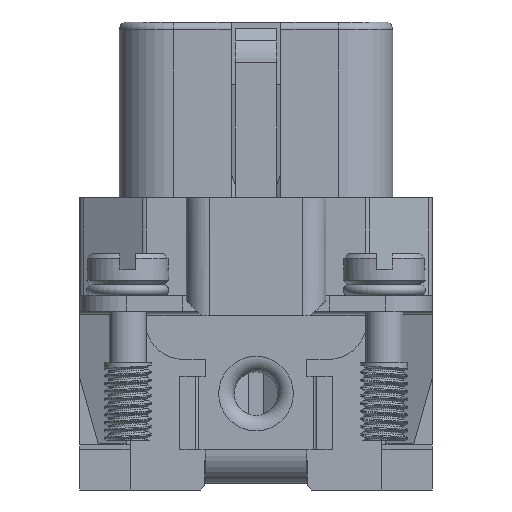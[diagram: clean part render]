
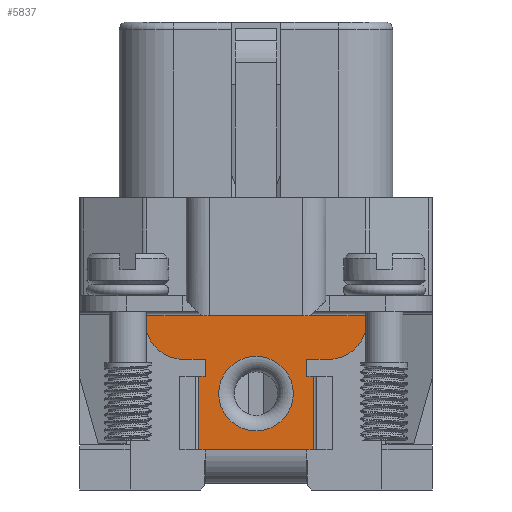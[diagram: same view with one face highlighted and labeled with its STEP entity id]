
A CAD part, left-side view. The second image highlights one B-rep face of the part: STEP entity #5837.
In plain terms, the highlighted planar face has unit normal (-1, 0, 0).
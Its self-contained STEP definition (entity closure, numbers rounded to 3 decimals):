
#5837=ADVANCED_FACE('',(#9233,#9234,#9235),#8150,.T.);
#8150=PLANE('',#48574);
#9233=FACE_BOUND('',#10236,.T.);
#9234=FACE_BOUND('',#10237,.T.);
#9235=FACE_BOUND('',#10238,.T.);
#10236=EDGE_LOOP('',(#17887,#17888,#17889,#17890,#17891,#17892,#17893,#17894,
#17895,#17896,#17897,#17898,#17899,#17900,#17901,#17902,#17903,#17904,#17905,
#17906,#17907,#17908,#17909,#17910));
#10237=EDGE_LOOP('',(#17911,#17912));
#10238=EDGE_LOOP('',(#17913));
#12489=CIRCLE('',#48571,2.5);
#12490=CIRCLE('',#48572,2.5);
#12491=CIRCLE('',#48573,2.4);
#17887=ORIENTED_EDGE('',*,*,#34987,.T.);
#17888=ORIENTED_EDGE('',*,*,#35094,.T.);
#17889=ORIENTED_EDGE('',*,*,#35002,.F.);
#17890=ORIENTED_EDGE('',*,*,#35095,.T.);
#17891=ORIENTED_EDGE('',*,*,#35096,.F.);
#17892=ORIENTED_EDGE('',*,*,#35097,.F.);
#17893=ORIENTED_EDGE('',*,*,#35098,.F.);
#17894=ORIENTED_EDGE('',*,*,#35099,.T.);
#17895=ORIENTED_EDGE('',*,*,#35100,.F.);
#17896=ORIENTED_EDGE('',*,*,#35101,.F.);
#17897=ORIENTED_EDGE('',*,*,#35102,.F.);
#17898=ORIENTED_EDGE('',*,*,#35103,.F.);
#17899=ORIENTED_EDGE('',*,*,#35104,.T.);
#17900=ORIENTED_EDGE('',*,*,#35105,.T.);
#17901=ORIENTED_EDGE('',*,*,#35066,.F.);
#17902=ORIENTED_EDGE('',*,*,#35106,.T.);
#17903=ORIENTED_EDGE('',*,*,#35073,.T.);
#17904=ORIENTED_EDGE('',*,*,#35080,.T.);
#17905=ORIENTED_EDGE('',*,*,#35082,.T.);
#17906=ORIENTED_EDGE('',*,*,#35107,.T.);
#17907=ORIENTED_EDGE('',*,*,#35083,.T.);
#17908=ORIENTED_EDGE('',*,*,#35108,.T.);
#17909=ORIENTED_EDGE('',*,*,#35046,.T.);
#17910=ORIENTED_EDGE('',*,*,#35029,.F.);
#17911=ORIENTED_EDGE('',*,*,#35109,.T.);
#17912=ORIENTED_EDGE('',*,*,#35109,.F.);
#17913=ORIENTED_EDGE('',*,*,#35110,.T.);
#29610=VERTEX_POINT('',#68029);
#29611=VERTEX_POINT('',#68031);
#29624=VERTEX_POINT('',#68059);
#29625=VERTEX_POINT('',#68061);
#29647=VERTEX_POINT('',#68114);
#29660=VERTEX_POINT('',#68143);
#29669=VERTEX_POINT('',#68173);
#29674=VERTEX_POINT('',#68185);
#29679=VERTEX_POINT('',#68200);
#29680=VERTEX_POINT('',#68201);
#29683=VERTEX_POINT('',#68211);
#29684=VERTEX_POINT('',#68215);
#29685=VERTEX_POINT('',#68219);
#29686=VERTEX_POINT('',#68220);
#29690=VERTEX_POINT('',#68242);
#29691=VERTEX_POINT('',#68244);
#29692=VERTEX_POINT('',#68246);
#29693=VERTEX_POINT('',#68248);
#29694=VERTEX_POINT('',#68250);
#29695=VERTEX_POINT('',#68252);
#29696=VERTEX_POINT('',#68254);
#29697=VERTEX_POINT('',#68256);
#29698=VERTEX_POINT('',#68258);
#29699=VERTEX_POINT('',#68260);
#29700=VERTEX_POINT('',#68266);
#29701=VERTEX_POINT('',#68267);
#29702=VERTEX_POINT('',#68269);
#34987=EDGE_CURVE('',#29611,#29610,#41712,.T.);
#35002=EDGE_CURVE('',#29624,#29625,#41721,.T.);
#35029=EDGE_CURVE('',#29611,#29647,#41741,.T.);
#35046=EDGE_CURVE('',#29660,#29647,#41754,.T.);
#35066=EDGE_CURVE('',#29674,#29669,#41770,.T.);
#35073=EDGE_CURVE('',#29679,#29680,#41776,.T.);
#35080=EDGE_CURVE('',#29680,#29683,#41781,.T.);
#35082=EDGE_CURVE('',#29683,#29684,#41783,.T.);
#35083=EDGE_CURVE('',#29685,#29686,#41784,.T.);
#35094=EDGE_CURVE('',#29610,#29625,#41792,.T.);
#35095=EDGE_CURVE('',#29624,#29690,#41793,.T.);
#35096=EDGE_CURVE('',#29691,#29690,#41794,.T.);
#35097=EDGE_CURVE('',#29692,#29691,#41795,.T.);
#35098=EDGE_CURVE('',#29693,#29692,#41796,.T.);
#35099=EDGE_CURVE('',#29693,#29694,#12489,.T.);
#35100=EDGE_CURVE('',#29695,#29694,#41797,.T.);
#35101=EDGE_CURVE('',#29696,#29695,#41798,.T.);
#35102=EDGE_CURVE('',#29697,#29696,#41799,.T.);
#35103=EDGE_CURVE('',#29698,#29697,#41800,.T.);
#35104=EDGE_CURVE('',#29698,#29699,#41801,.T.);
#35105=EDGE_CURVE('',#29699,#29669,#41802,.T.);
#35106=EDGE_CURVE('',#29674,#29679,#41803,.T.);
#35107=EDGE_CURVE('',#29684,#29685,#12490,.T.);
#35108=EDGE_CURVE('',#29686,#29660,#41804,.T.);
#35109=EDGE_CURVE('',#29700,#29701,#41805,.T.);
#35110=EDGE_CURVE('',#29702,#29702,#12491,.T.);
#41712=LINE('',#68030,#45418);
#41721=LINE('',#68060,#45427);
#41741=LINE('',#68113,#45447);
#41754=LINE('',#68146,#45460);
#41770=LINE('',#68186,#45476);
#41776=LINE('',#68199,#45482);
#41781=LINE('',#68212,#45487);
#41783=LINE('',#68216,#45489);
#41784=LINE('',#68218,#45490);
#41792=LINE('',#68240,#45498);
#41793=LINE('',#68241,#45499);
#41794=LINE('',#68243,#45500);
#41795=LINE('',#68245,#45501);
#41796=LINE('',#68247,#45502);
#41797=LINE('',#68251,#45503);
#41798=LINE('',#68253,#45504);
#41799=LINE('',#68255,#45505);
#41800=LINE('',#68257,#45506);
#41801=LINE('',#68259,#45507);
#41802=LINE('',#68261,#45508);
#41803=LINE('',#68262,#45509);
#41804=LINE('',#68264,#45510);
#41805=LINE('',#68265,#45511);
#45418=VECTOR('',#55293,1.);
#45427=VECTOR('',#55316,1.);
#45447=VECTOR('',#55358,1.);
#45460=VECTOR('',#55383,1.);
#45476=VECTOR('',#55419,1.);
#45482=VECTOR('',#55431,1.);
#45487=VECTOR('',#55442,1.);
#45489=VECTOR('',#55446,1.);
#45490=VECTOR('',#55449,1.);
#45498=VECTOR('',#55475,1.);
#45499=VECTOR('',#55476,1.);
#45500=VECTOR('',#55477,1.);
#45501=VECTOR('',#55478,1.);
#45502=VECTOR('',#55479,1.);
#45503=VECTOR('',#55482,1.);
#45504=VECTOR('',#55483,1.);
#45505=VECTOR('',#55484,1.);
#45506=VECTOR('',#55485,1.);
#45507=VECTOR('',#55486,1.);
#45508=VECTOR('',#55487,1.);
#45509=VECTOR('',#55488,1.);
#45510=VECTOR('',#55491,1.);
#45511=VECTOR('',#55492,1.);
#48571=AXIS2_PLACEMENT_3D('',#68249,#55480,#55481);
#48572=AXIS2_PLACEMENT_3D('',#68263,#55489,#55490);
#48573=AXIS2_PLACEMENT_3D('',#68268,#55493,#55494);
#48574=AXIS2_PLACEMENT_3D('',#68270,#55495,#55496);
#55293=DIRECTION('',(0.,0.,1.));
#55316=DIRECTION('',(0.,0.,1.));
#55358=DIRECTION('',(0.,-1.,0.));
#55383=DIRECTION('',(0.,0.,1.));
#55419=DIRECTION('',(0.,1.,0.));
#55431=DIRECTION('',(0.,1.,0.));
#55442=DIRECTION('',(0.,0.,1.));
#55446=DIRECTION('',(0.,-1.,0.));
#55449=DIRECTION('',(0.,0.,1.));
#55475=DIRECTION('',(0.,1.,0.));
#55476=DIRECTION('',(0.,1.,0.));
#55477=DIRECTION('',(0.,0.,1.));
#55478=DIRECTION('',(0.,-1.,0.));
#55479=DIRECTION('',(0.,0.,1.));
#55480=DIRECTION('',(-1.,0.,0.));
#55481=DIRECTION('',(0.,0.,-1.));
#55482=DIRECTION('',(0.,1.,0.));
#55483=DIRECTION('',(0.,0.,1.));
#55484=DIRECTION('',(0.,-1.,0.));
#55485=DIRECTION('',(0.,0.,1.));
#55486=DIRECTION('',(0.,-1.,0.));
#55487=DIRECTION('',(0.,-1.,0.));
#55488=DIRECTION('',(0.,0.,1.));
#55489=DIRECTION('',(-1.,0.,0.));
#55490=DIRECTION('',(0.,0.,-1.));
#55491=DIRECTION('',(0.,1.,0.));
#55492=DIRECTION('',(0.,1.,0.));
#55493=DIRECTION('',(1.,0.,0.));
#55494=DIRECTION('',(0.,0.,-1.));
#55495=DIRECTION('',(-1.,0.,0.));
#55496=DIRECTION('',(0.,0.,-1.));
#68029=CARTESIAN_POINT('',(-20.7,-1.35,-43.306));
#68030=CARTESIAN_POINT('',(-20.7,-1.35,-45.128));
#68031=CARTESIAN_POINT('',(-20.7,-1.35,-46.328));
#68059=CARTESIAN_POINT('',(-20.7,1.35,-46.328));
#68060=CARTESIAN_POINT('',(-20.7,1.35,-44.328));
#68061=CARTESIAN_POINT('',(-20.7,1.35,-43.306));
#68113=CARTESIAN_POINT('',(-20.7,-9.646,-46.328));
#68114=CARTESIAN_POINT('',(-20.7,-2.35,-46.328));
#68143=CARTESIAN_POINT('',(-20.7,-2.35,-46.628));
#68146=CARTESIAN_POINT('',(-20.7,-2.35,-46.628));
#68173=CARTESIAN_POINT('',(-20.7,-3.25,-55.228));
#68185=CARTESIAN_POINT('',(-20.7,-3.7,-55.228));
#68186=CARTESIAN_POINT('',(-20.7,-4.6,-55.228));
#68199=CARTESIAN_POINT('',(-20.7,-4.65,-50.528));
#68200=CARTESIAN_POINT('',(-20.7,-3.7,-50.528));
#68201=CARTESIAN_POINT('',(-20.7,-3.25,-50.528));
#68211=CARTESIAN_POINT('',(-20.7,-3.25,-49.428));
#68212=CARTESIAN_POINT('',(-20.7,-3.25,-39.928));
#68215=CARTESIAN_POINT('',(-20.7,-4.65,-49.428));
#68216=CARTESIAN_POINT('',(-20.7,-4.5,-49.428));
#68218=CARTESIAN_POINT('',(-20.7,-7.15,-49.628));
#68219=CARTESIAN_POINT('',(-20.7,-7.15,-46.928));
#68220=CARTESIAN_POINT('',(-20.7,-7.15,-46.628));
#68240=CARTESIAN_POINT('',(-20.7,1.35,-43.306));
#68241=CARTESIAN_POINT('',(-20.7,9.646,-46.328));
#68242=CARTESIAN_POINT('',(-20.7,2.35,-46.328));
#68243=CARTESIAN_POINT('',(-20.7,2.35,-46.628));
#68244=CARTESIAN_POINT('',(-20.7,2.35,-46.628));
#68245=CARTESIAN_POINT('',(-20.7,11.25,-46.628));
#68246=CARTESIAN_POINT('',(-20.7,7.15,-46.628));
#68247=CARTESIAN_POINT('',(-20.7,7.15,-49.628));
#68248=CARTESIAN_POINT('',(-20.7,7.15,-46.928));
#68249=CARTESIAN_POINT('',(-20.7,4.65,-46.928));
#68250=CARTESIAN_POINT('',(-20.7,4.65,-49.428));
#68251=CARTESIAN_POINT('',(-20.7,4.5,-49.428));
#68252=CARTESIAN_POINT('',(-20.7,3.25,-49.428));
#68253=CARTESIAN_POINT('',(-20.7,3.25,-39.928));
#68254=CARTESIAN_POINT('',(-20.7,3.25,-50.528));
#68255=CARTESIAN_POINT('',(-20.7,4.65,-50.528));
#68256=CARTESIAN_POINT('',(-20.7,3.7,-50.528));
#68257=CARTESIAN_POINT('',(-20.7,3.7,-47.928));
#68258=CARTESIAN_POINT('',(-20.7,3.7,-55.228));
#68259=CARTESIAN_POINT('',(-20.7,4.6,-55.228));
#68260=CARTESIAN_POINT('',(-20.7,3.25,-55.228));
#68261=CARTESIAN_POINT('',(-20.7,4.5,-55.228));
#68262=CARTESIAN_POINT('',(-20.7,-3.7,-47.928));
#68263=CARTESIAN_POINT('',(-20.7,-4.65,-46.928));
#68264=CARTESIAN_POINT('',(-20.7,-11.25,-46.628));
#68265=CARTESIAN_POINT('',(-20.7,0.,-46.523));
#68266=CARTESIAN_POINT('',(-20.7,-1.35,-46.523));
#68267=CARTESIAN_POINT('',(-20.7,1.35,-46.523));
#68268=CARTESIAN_POINT('',(-20.7,0.,-51.628));
#68269=CARTESIAN_POINT('',(-20.7,0.,-54.028));
#68270=CARTESIAN_POINT('',(-20.7,0.,-45.128));
